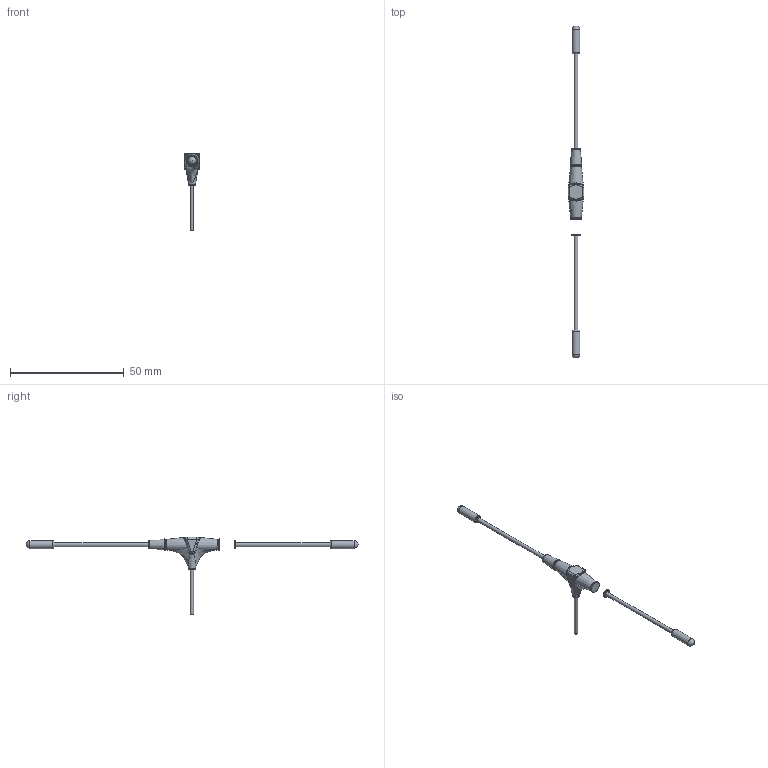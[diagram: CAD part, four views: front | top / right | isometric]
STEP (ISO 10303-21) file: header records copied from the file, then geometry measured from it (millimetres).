
FILE_DESCRIPTION(/* description */ (''),/* implementation_level */ '2;1');
FILE_NAME(/* name */ 'Immortal_T.step',/* time_stamp */ '2021-01-02T10:32:53+01:00',/* author */ (''),/* organization */ (''),/* preprocessor_version */ 'ST-DEVELOPER v18.1',/* originating_system */ 'Autodesk Translation Framework v9.7.1.1290',/* authorisation */ '');
FILE_SCHEMA (('AUTOMOTIVE_DESIGN { 1 0 10303 214 3 1 1 }'));
Length unit declared in the file: millimetre
Products named in the file (1): Unbenannt
Bounding box: 7 x 145.8 x 34.05 mm (x, y, z)
Volume: 1495.2 mm3; surface area: 1582.8 mm2
Topology: 1 solids, 1 shells, 98 faces, 230 edges, 137 vertices
Faces by surface type: bspline 69, plane 17, cylinder 5, cone 5, sphere 2
Full cylindrical faces by diameter (mm): 1.35 x1, 1.7 x2, 3.5 x2
Entity records: 10890 total; most frequent: CARTESIAN_POINT 9255, ORIENTED_EDGE 456, EDGE_CURVE 228, B_SPLINE_CURVE_WITH_KNOTS 196, VERTEX_POINT 137, EDGE_LOOP 103, FACE_OUTER_BOUND 98, ADVANCED_FACE 98
